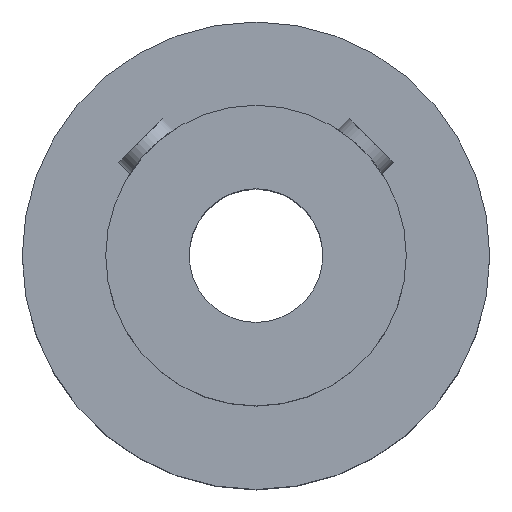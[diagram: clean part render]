
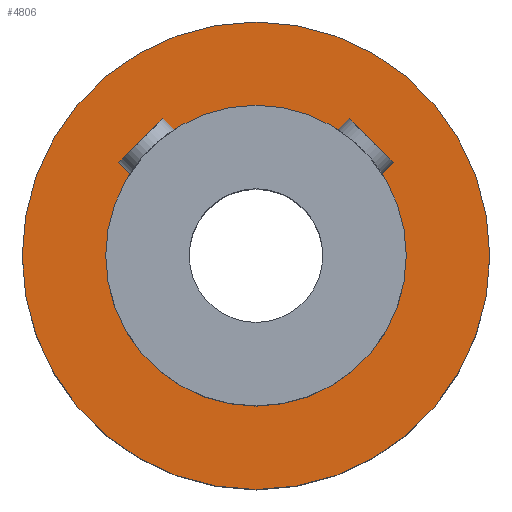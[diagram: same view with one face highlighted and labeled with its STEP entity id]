
A CAD part, top view. The second image highlights one B-rep face of the part: STEP entity #4806.
In plain terms, the highlighted planar face has unit normal (0, 0, 1).
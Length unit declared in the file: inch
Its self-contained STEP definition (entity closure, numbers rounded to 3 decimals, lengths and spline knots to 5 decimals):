
#29=FACE_BOUND('',#1073,.T.);
#290=CIRCLE('',#5103,0.35433);
#532=CIRCLE('',#5348,0.55118);
#794=FACE_OUTER_BOUND('',#1072,.T.);
#1072=EDGE_LOOP('',(#3515));
#1073=EDGE_LOOP('',(#3516));
#1921=VERTEX_POINT('',#7864);
#2163=VERTEX_POINT('',#8352);
#2454=EDGE_CURVE('',#1921,#1921,#290,.T.);
#2696=EDGE_CURVE('',#2163,#2163,#532,.T.);
#3515=ORIENTED_EDGE('',*,*,#2696,.F.);
#3516=ORIENTED_EDGE('',*,*,#2454,.T.);
#4777=PLANE('',#5349);
#4806=ADVANCED_FACE('',(#794,#29),#4777,.F.);
#5103=AXIS2_PLACEMENT_3D('',#7866,#5910,#5911);
#5348=AXIS2_PLACEMENT_3D('',#8353,#6400,#6401);
#5349=AXIS2_PLACEMENT_3D('',#8355,#6403,#6404);
#5910=DIRECTION('center_axis',(0.,0.,-1.));
#5911=DIRECTION('ref_axis',(1.,0.,0.));
#6400=DIRECTION('center_axis',(0.,0.,-1.));
#6401=DIRECTION('ref_axis',(-1.,0.,0.));
#6403=DIRECTION('center_axis',(0.,0.,-1.));
#6404=DIRECTION('ref_axis',(-1.,0.,0.));
#7864=CARTESIAN_POINT('',(-0.35433,0.,0.27362));
#7866=CARTESIAN_POINT('Origin',(0.,0.,0.27362));
#8352=CARTESIAN_POINT('',(0.55118,0.,0.27362));
#8353=CARTESIAN_POINT('Origin',(0.,0.,0.27362));
#8355=CARTESIAN_POINT('Origin',(0.,0.,0.27362));
